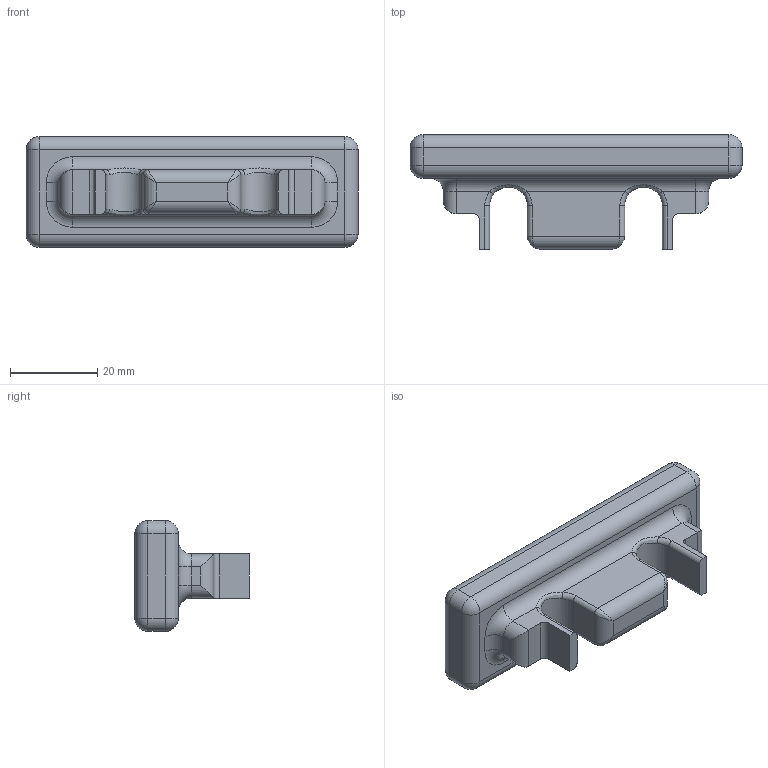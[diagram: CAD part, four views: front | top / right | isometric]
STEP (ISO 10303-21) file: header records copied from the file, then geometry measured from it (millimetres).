
FILE_DESCRIPTION(/* description */ ('STEP AP242','CAx-IF Rec.Pracs.---Representation and Presentation of Product Manufacturing Information (PMI)---4.0---2014-10-13','CAx-IF Rec.Pracs.---3D Tessellated Geometry---0.4---2014-09-14','2;1'),/* implementation_level */ '2;1');
FILE_NAME(/* name */ '668b839eec95806f50fab50e',/* time_stamp */ '2024-07-08T06:13:50Z',/* author */ (''),/* organization */ (''),/* preprocessor_version */ 'ST-DEVELOPER v20',/* originating_system */ ' ',/* authorisation */ ' ');
FILE_SCHEMA (('AP242_MANAGED_MODEL_BASED_3D_ENGINEERING_MIM_LF { 1 0 10303 442 1 1 4 }'));
Length unit declared in the file: metre
Products named in the file (1): Part 1
Bounding box: 76.2 x 26.26 x 25.4 mm (x, y, z)
Volume: 23950.2 mm3; surface area: 7544.4 mm2
Topology: 1 solids, 1 shells, 97 faces, 224 edges, 120 vertices
Faces by surface type: cylinder 42, plane 27, torus 12, sphere 8, bspline 8
Entity records: 2800 total; most frequent: CARTESIAN_POINT 638, DIRECTION 488, ORIENTED_EDGE 424, EDGE_CURVE 212, AXIS2_PLACEMENT_3D 194, VERTEX_POINT 120, LINE 100, VECTOR 100
